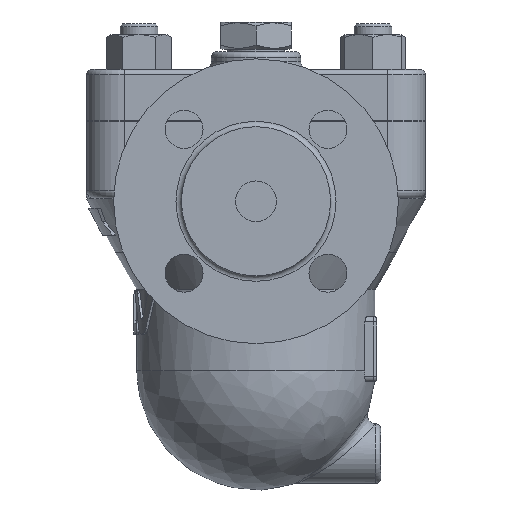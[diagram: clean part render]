
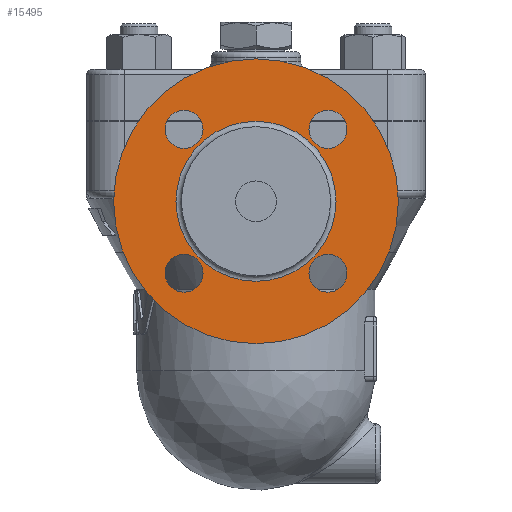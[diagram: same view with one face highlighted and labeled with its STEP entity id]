
A CAD part, left-side view. The second image highlights one B-rep face of the part: STEP entity #15495.
In plain terms, the highlighted planar face has unit normal (-1, 0, 0).
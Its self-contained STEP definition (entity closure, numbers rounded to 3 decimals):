
#15349=CARTESIAN_POINT('',(-113.5,0.0,51.5));
#15350=VERTEX_POINT('',#15349);
#15351=CARTESIAN_POINT('',(-113.5,0.0,-1.));
#15352=DIRECTION('',(-1.0,0.0,0.0));
#15353=DIRECTION('',(0.0,0.0,1.0));
#15354=AXIS2_PLACEMENT_3D('',#15351,#15352,#15353);
#15355=CIRCLE('',#15354,52.5);
#15356=EDGE_CURVE('',#15350,#15350,#15355,.T.);
#15392=CARTESIAN_POINT('',(-113.5,-26.517,18.517));
#15393=VERTEX_POINT('',#15392);
#15394=CARTESIAN_POINT('',(-113.5,-26.517,25.517));
#15395=DIRECTION('',(1.0,0.0,0.0));
#15396=DIRECTION('',(0.0,0.0,-1.0));
#15397=AXIS2_PLACEMENT_3D('',#15394,#15395,#15396);
#15398=CIRCLE('',#15397,7.);
#15399=EDGE_CURVE('',#15393,#15393,#15398,.T.);
#15412=CARTESIAN_POINT('',(-113.5,19.517,25.517));
#15413=VERTEX_POINT('',#15412);
#15414=CARTESIAN_POINT('',(-113.5,26.517,25.517));
#15415=DIRECTION('',(1.0,0.0,0.0));
#15416=DIRECTION('',(0.0,-1.0,0.0));
#15417=AXIS2_PLACEMENT_3D('',#15414,#15415,#15416);
#15418=CIRCLE('',#15417,7.);
#15419=EDGE_CURVE('',#15413,#15413,#15418,.T.);
#15432=CARTESIAN_POINT('',(-113.5,26.517,-20.517));
#15433=VERTEX_POINT('',#15432);
#15434=CARTESIAN_POINT('',(-113.5,26.517,-27.517));
#15435=DIRECTION('',(1.0,0.0,0.0));
#15436=DIRECTION('',(0.0,0.0,1.0));
#15437=AXIS2_PLACEMENT_3D('',#15434,#15435,#15436);
#15438=CIRCLE('',#15437,7.);
#15439=EDGE_CURVE('',#15433,#15433,#15438,.T.);
#15452=CARTESIAN_POINT('',(-113.5,-19.517,-27.517));
#15453=VERTEX_POINT('',#15452);
#15454=CARTESIAN_POINT('',(-113.5,-26.517,-27.517));
#15455=DIRECTION('',(1.0,0.0,0.0));
#15456=DIRECTION('',(0.0,1.0,0.0));
#15457=AXIS2_PLACEMENT_3D('',#15454,#15455,#15456);
#15458=CIRCLE('',#15457,7.);
#15459=EDGE_CURVE('',#15453,#15453,#15458,.T.);
#15464=CARTESIAN_POINT('',(-113.5,0.0,39.));
#15465=DIRECTION('',(1.0,0.0,0.0));
#15466=DIRECTION('',(0.0,0.0,-1.0));
#15467=AXIS2_PLACEMENT_3D('',#15464,#15465,#15466);
#15468=PLANE('',#15467);
#15469=ORIENTED_EDGE('',*,*,#15356,.T.);
#15470=EDGE_LOOP('',(#15469));
#15471=FACE_OUTER_BOUND('',#15470,.T.);
#15472=ORIENTED_EDGE('',*,*,#15399,.T.);
#15473=EDGE_LOOP('',(#15472));
#15474=FACE_BOUND('',#15473,.T.);
#15475=ORIENTED_EDGE('',*,*,#15419,.T.);
#15476=EDGE_LOOP('',(#15475));
#15477=FACE_BOUND('',#15476,.T.);
#15478=ORIENTED_EDGE('',*,*,#15439,.T.);
#15479=EDGE_LOOP('',(#15478));
#15480=FACE_BOUND('',#15479,.T.);
#15481=ORIENTED_EDGE('',*,*,#15459,.T.);
#15482=EDGE_LOOP('',(#15481));
#15483=FACE_BOUND('',#15482,.T.);
#15484=CARTESIAN_POINT('',(-113.5,0.0,28.5));
#15485=VERTEX_POINT('',#15484);
#15486=CARTESIAN_POINT('',(-113.5,0.0,-1.));
#15487=DIRECTION('',(-1.0,0.0,0.0));
#15488=DIRECTION('',(0.0,0.0,-1.0));
#15489=AXIS2_PLACEMENT_3D('',#15486,#15487,#15488);
#15490=CIRCLE('',#15489,29.5);
#15491=EDGE_CURVE('',#15485,#15485,#15490,.T.);
#15492=ORIENTED_EDGE('',*,*,#15491,.F.);
#15493=EDGE_LOOP('',(#15492));
#15494=FACE_BOUND('',#15493,.T.);
#15495=ADVANCED_FACE('',(#15471,#15474,#15477,#15480,#15483,#15494),#15468,.F.);
